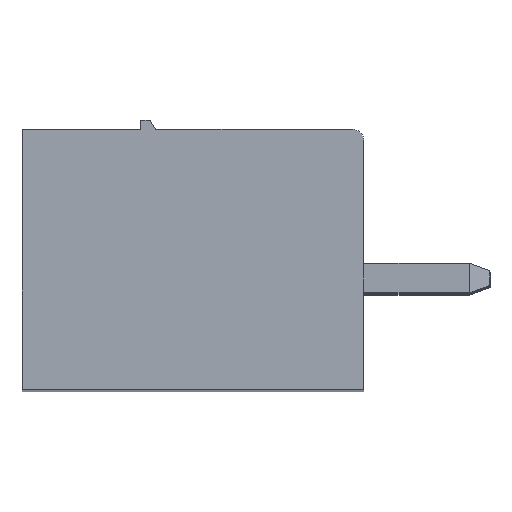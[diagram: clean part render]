
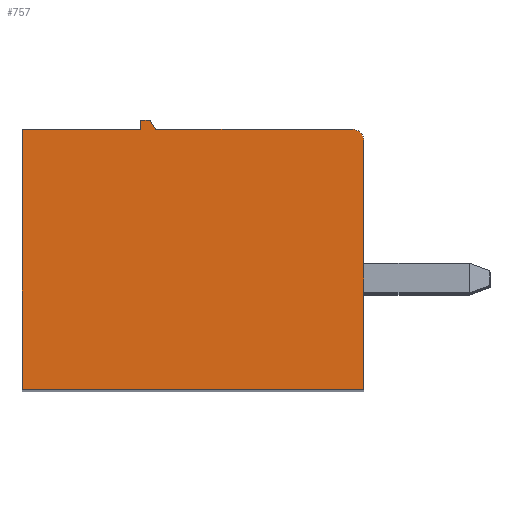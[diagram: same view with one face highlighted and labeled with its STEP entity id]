
A CAD part, top view. The second image highlights one B-rep face of the part: STEP entity #757.
In plain terms, the highlighted planar face has unit normal (0, 0, 1).
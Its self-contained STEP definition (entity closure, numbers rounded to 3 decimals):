
#757 = ADVANCED_FACE( '', ( #1817 ), #1818, .T. );
#1817 = FACE_OUTER_BOUND( '', #3177, .T. );
#1818 = PLANE( '', #3178 );
#3177 = EDGE_LOOP( '', ( #5354, #5355, #5356, #5357, #5358, #5359, #5360, #5361, #5362 ) );
#3178 = AXIS2_PLACEMENT_3D( '', #5363, #5364, #5365 );
#5354 = ORIENTED_EDGE( '', *, *, #8573, .T. );
#5355 = ORIENTED_EDGE( '', *, *, #8420, .T. );
#5356 = ORIENTED_EDGE( '', *, *, #8574, .T. );
#5357 = ORIENTED_EDGE( '', *, *, #8575, .T. );
#5358 = ORIENTED_EDGE( '', *, *, #8576, .T. );
#5359 = ORIENTED_EDGE( '', *, *, #8577, .T. );
#5360 = ORIENTED_EDGE( '', *, *, #8317, .T. );
#5361 = ORIENTED_EDGE( '', *, *, #8526, .T. );
#5362 = ORIENTED_EDGE( '', *, *, #8578, .T. );
#5363 = CARTESIAN_POINT( '', ( -42.727, 10.56, 69.858 ) );
#5364 = DIRECTION( '', ( 0., 0., 1. ) );
#5365 = DIRECTION( '', ( 1., 0., 0. ) );
#8317 = EDGE_CURVE( '', #10118, #10115, #10119, .T. );
#8420 = EDGE_CURVE( '', #10275, #10276, #10277, .T. );
#8526 = EDGE_CURVE( '', #10115, #10440, #10443, .T. );
#8573 = EDGE_CURVE( '', #10512, #10275, #10513, .T. );
#8574 = EDGE_CURVE( '', #10276, #10514, #10515, .T. );
#8575 = EDGE_CURVE( '', #10514, #10516, #10517, .T. );
#8576 = EDGE_CURVE( '', #10516, #10518, #10519, .T. );
#8577 = EDGE_CURVE( '', #10518, #10118, #10520, .T. );
#8578 = EDGE_CURVE( '', #10440, #10512, #10521, .T. );
#10115 = VERTEX_POINT( '', #12600 );
#10118 = VERTEX_POINT( '', #12604 );
#10119 = LINE( '', #12605, #12606 );
#10275 = VERTEX_POINT( '', #12839 );
#10276 = VERTEX_POINT( '', #12840 );
#10277 = LINE( '', #12841, #12842 );
#10440 = VERTEX_POINT( '', #13085 );
#10443 = LINE( '', #13089, #13090 );
#10512 = VERTEX_POINT( '', #13190 );
#10513 = LINE( '', #13191, #13192 );
#10514 = VERTEX_POINT( '', #13193 );
#10515 = CIRCLE( '', #13194, 0.3 );
#10516 = VERTEX_POINT( '', #13195 );
#10517 = LINE( '', #13196, #13197 );
#10518 = VERTEX_POINT( '', #13198 );
#10519 = LINE( '', #13199, #13200 );
#10520 = LINE( '', #13201, #13202 );
#10521 = LINE( '', #13203, #13204 );
#12600 = CARTESIAN_POINT( '', ( -48.427, 10.86, 69.858 ) );
#12604 = CARTESIAN_POINT( '', ( -48.427, 11.11, 69.858 ) );
#12605 = CARTESIAN_POINT( '', ( -48.427, 10.86, 69.858 ) );
#12606 = VECTOR( '', #14995, 1000. );
#12839 = CARTESIAN_POINT( '', ( -42.427, 3.86, 69.858 ) );
#12840 = CARTESIAN_POINT( '', ( -42.427, 10.56, 69.858 ) );
#12841 = CARTESIAN_POINT( '', ( -42.427, 10.56, 69.858 ) );
#12842 = VECTOR( '', #15079, 1000. );
#13085 = CARTESIAN_POINT( '', ( -51.627, 10.86, 69.858 ) );
#13089 = CARTESIAN_POINT( '', ( -51.627, 10.86, 69.858 ) );
#13090 = VECTOR( '', #15173, 1000. );
#13190 = CARTESIAN_POINT( '', ( -51.627, 3.86, 69.858 ) );
#13191 = CARTESIAN_POINT( '', ( -42.427, 3.86, 69.858 ) );
#13192 = VECTOR( '', #15214, 1000. );
#13193 = CARTESIAN_POINT( '', ( -42.727, 10.86, 69.858 ) );
#13194 = AXIS2_PLACEMENT_3D( '', #15215, #15216, #15217 );
#13195 = CARTESIAN_POINT( '', ( -48.027, 10.86, 69.858 ) );
#13196 = CARTESIAN_POINT( '', ( -48.027, 10.86, 69.858 ) );
#13197 = VECTOR( '', #15218, 1000. );
#13198 = CARTESIAN_POINT( '', ( -48.177, 11.11, 69.858 ) );
#13199 = CARTESIAN_POINT( '', ( -48.177, 11.11, 69.858 ) );
#13200 = VECTOR( '', #15219, 1000. );
#13201 = CARTESIAN_POINT( '', ( -48.427, 11.11, 69.858 ) );
#13202 = VECTOR( '', #15220, 1000. );
#13203 = CARTESIAN_POINT( '', ( -51.627, 3.86, 69.858 ) );
#13204 = VECTOR( '', #15221, 1000. );
#14995 = DIRECTION( '', ( 0., -1., 0. ) );
#15079 = DIRECTION( '', ( 0., 1., 0. ) );
#15173 = DIRECTION( '', ( -1., 0., 0. ) );
#15214 = DIRECTION( '', ( 1., 0., 0. ) );
#15215 = CARTESIAN_POINT( '', ( -42.727, 10.56, 69.858 ) );
#15216 = DIRECTION( '', ( 0., 0., 1. ) );
#15217 = DIRECTION( '', ( -0.707, -0.707, 0. ) );
#15218 = DIRECTION( '', ( -1., 0., 0. ) );
#15219 = DIRECTION( '', ( -0.514, 0.857, 0. ) );
#15220 = DIRECTION( '', ( -1., 0., 0. ) );
#15221 = DIRECTION( '', ( 0., -1., 0. ) );
